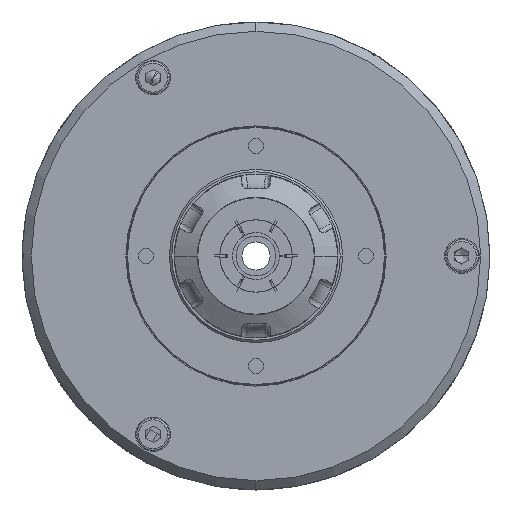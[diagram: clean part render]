
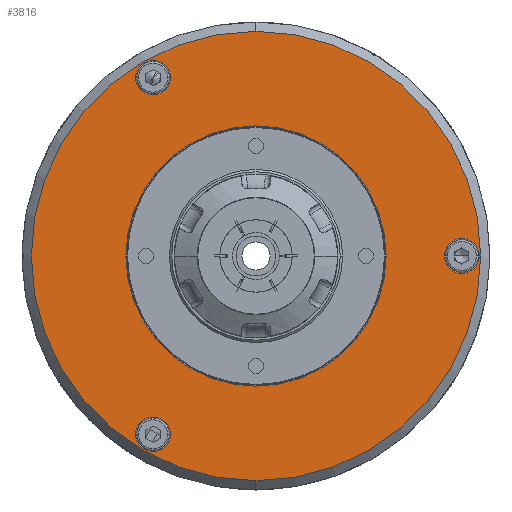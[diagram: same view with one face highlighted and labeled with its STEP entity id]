
A CAD part, left-side view. The second image highlights one B-rep face of the part: STEP entity #3816.
In plain terms, the highlighted planar face has unit normal (-1, 0, 0).
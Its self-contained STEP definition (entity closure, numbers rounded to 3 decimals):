
#432 = AXIS2_PLACEMENT_3D ( 'NONE', #2876, #25024, #532 ) ;
#532 = DIRECTION ( 'NONE',  ( 0., 0., 1. ) ) ;
#1661 = VERTEX_POINT ( 'NONE', #13646 ) ;
#1678 = CARTESIAN_POINT ( 'NONE',  ( -239., -44., 3.7 ) ) ;
#1912 = AXIS2_PLACEMENT_3D ( 'NONE', #17700, #17912, #17412 ) ;
#2082 = CARTESIAN_POINT ( 'NONE',  ( -239., 0., 48. ) ) ;
#2274 = DIRECTION ( 'NONE',  ( 0., 0., 1. ) ) ;
#2396 = DIRECTION ( 'NONE',  ( -1., 0., 0. ) ) ;
#2652 = EDGE_CURVE ( 'NONE', #12441, #21777, #5149, .T. ) ;
#2876 = CARTESIAN_POINT ( 'NONE',  ( -239., 0., 0. ) ) ;
#3033 = CARTESIAN_POINT ( 'NONE',  ( -239., 0., 0. ) ) ;
#3095 = VERTEX_POINT ( 'NONE', #26185 ) ;
#3544 = CARTESIAN_POINT ( 'NONE',  ( -239., -44., -3.7 ) ) ;
#3816 = ADVANCED_FACE ( 'NONE', ( #26379, #26003, #26248, #25979, #25954 ), #14042, .F. ) ;
#5065 = EDGE_CURVE ( 'NONE', #24759, #3095, #19389, .T. ) ;
#5149 = CIRCLE ( 'NONE', #1912, 3.7 ) ;
#5824 = DIRECTION ( 'NONE',  ( 0., 0., 1. ) ) ;
#5917 = DIRECTION ( 'NONE',  ( -1., 0., 0. ) ) ;
#6008 = CARTESIAN_POINT ( 'NONE',  ( -239., 0., 0. ) ) ;
#6042 = AXIS2_PLACEMENT_3D ( 'NONE', #9312, #9292, #9264 ) ;
#6555 = AXIS2_PLACEMENT_3D ( 'NONE', #14654, #13675, #13673 ) ;
#6693 = CIRCLE ( 'NONE', #9923, 48. ) ;
#6702 = CIRCLE ( 'NONE', #17027, 3.7 ) ;
#8729 = CARTESIAN_POINT ( 'NONE',  ( -239., 22., 41.805 ) ) ;
#9224 = CIRCLE ( 'NONE', #16637, 3.7 ) ;
#9264 = DIRECTION ( 'NONE',  ( 0., 0., 1. ) ) ;
#9292 = DIRECTION ( 'NONE',  ( -1., 0., 0. ) ) ;
#9312 = CARTESIAN_POINT ( 'NONE',  ( -239., 0., 0. ) ) ;
#9342 = EDGE_LOOP ( 'NONE', ( #12127, #12299 ) ) ;
#9798 = EDGE_LOOP ( 'NONE', ( #12491, #12770 ) ) ;
#9812 = EDGE_LOOP ( 'NONE', ( #11822, #11844 ) ) ;
#9923 = AXIS2_PLACEMENT_3D ( 'NONE', #6008, #5917, #5824 ) ;
#10519 = AXIS2_PLACEMENT_3D ( 'NONE', #3033, #2396, #2274 ) ;
#10544 = VERTEX_POINT ( 'NONE', #12515 ) ;
#11323 = ORIENTED_EDGE ( 'NONE', *, *, #12870, .F. ) ;
#11350 = ORIENTED_EDGE ( 'NONE', *, *, #16975, .F. ) ;
#11420 = CIRCLE ( 'NONE', #26790, 3.7 ) ;
#11551 = ORIENTED_EDGE ( 'NONE', *, *, #20727, .F. ) ;
#11606 = ORIENTED_EDGE ( 'NONE', *, *, #17491, .F. ) ;
#11705 = EDGE_LOOP ( 'NONE', ( #11551, #11606 ) ) ;
#11822 = ORIENTED_EDGE ( 'NONE', *, *, #25416, .F. ) ;
#11844 = ORIENTED_EDGE ( 'NONE', *, *, #23671, .F. ) ;
#12127 = ORIENTED_EDGE ( 'NONE', *, *, #13995, .F. ) ;
#12299 = ORIENTED_EDGE ( 'NONE', *, *, #2652, .F. ) ;
#12441 = VERTEX_POINT ( 'NONE', #17653 ) ;
#12491 = ORIENTED_EDGE ( 'NONE', *, *, #18600, .T. ) ;
#12515 = CARTESIAN_POINT ( 'NONE',  ( -239., 22., 34.405 ) ) ;
#12770 = ORIENTED_EDGE ( 'NONE', *, *, #5065, .T. ) ;
#12870 = EDGE_CURVE ( 'NONE', #1661, #25706, #15301, .T. ) ;
#13646 = CARTESIAN_POINT ( 'NONE',  ( -239., 0., 27.8 ) ) ;
#13673 = DIRECTION ( 'NONE',  ( 0., 0., -1. ) ) ;
#13675 = DIRECTION ( 'NONE',  ( 1., 0., 0. ) ) ;
#13995 = EDGE_CURVE ( 'NONE', #21777, #12441, #11420, .T. ) ;
#14042 = PLANE ( 'NONE',  #6555 ) ;
#14083 = DIRECTION ( 'NONE',  ( -1., 0., 0. ) ) ;
#14654 = CARTESIAN_POINT ( 'NONE',  ( -239., 27.8, 0. ) ) ;
#14662 = EDGE_LOOP ( 'NONE', ( #11323, #11350 ) ) ;
#14793 = DIRECTION ( 'NONE',  ( 0., 0., 1. ) ) ;
#15301 = CIRCLE ( 'NONE', #6042, 27.8 ) ;
#16590 = CIRCLE ( 'NONE', #21761, 3.7 ) ;
#16637 = AXIS2_PLACEMENT_3D ( 'NONE', #18745, #18777, #18708 ) ;
#16975 = EDGE_CURVE ( 'NONE', #25706, #1661, #22312, .T. ) ;
#17027 = AXIS2_PLACEMENT_3D ( 'NONE', #25030, #25002, #24995 ) ;
#17412 = DIRECTION ( 'NONE',  ( 0., 0., 1. ) ) ;
#17491 = EDGE_CURVE ( 'NONE', #17725, #17513, #16590, .T. ) ;
#17513 = VERTEX_POINT ( 'NONE', #1678 ) ;
#17653 = CARTESIAN_POINT ( 'NONE',  ( -239., 22., -41.805 ) ) ;
#17700 = CARTESIAN_POINT ( 'NONE',  ( -239., 22., -38.105 ) ) ;
#17725 = VERTEX_POINT ( 'NONE', #3544 ) ;
#17814 = CARTESIAN_POINT ( 'NONE',  ( -239., 0., -27.8 ) ) ;
#17912 = DIRECTION ( 'NONE',  ( -1., 0., 0. ) ) ;
#17965 = DIRECTION ( 'NONE',  ( -1., 0., 0. ) ) ;
#18587 = VERTEX_POINT ( 'NONE', #8729 ) ;
#18600 = EDGE_CURVE ( 'NONE', #3095, #24759, #6693, .T. ) ;
#18708 = DIRECTION ( 'NONE',  ( 0., 0., 1. ) ) ;
#18745 = CARTESIAN_POINT ( 'NONE',  ( -239., -44., 0. ) ) ;
#18777 = DIRECTION ( 'NONE',  ( -1., 0., 0. ) ) ;
#19389 = CIRCLE ( 'NONE', #10519, 48. ) ;
#19485 = CARTESIAN_POINT ( 'NONE',  ( -239., 22., -34.405 ) ) ;
#20727 = EDGE_CURVE ( 'NONE', #17513, #17725, #9224, .T. ) ;
#21278 = DIRECTION ( 'NONE',  ( 0., 0., 1. ) ) ;
#21299 = AXIS2_PLACEMENT_3D ( 'NONE', #24952, #24931, #24922 ) ;
#21761 = AXIS2_PLACEMENT_3D ( 'NONE', #26606, #14083, #21278 ) ;
#21777 = VERTEX_POINT ( 'NONE', #19485 ) ;
#22312 = CIRCLE ( 'NONE', #432, 27.8 ) ;
#22393 = CIRCLE ( 'NONE', #21299, 3.7 ) ;
#23334 = CARTESIAN_POINT ( 'NONE',  ( -239., 22., -38.105 ) ) ;
#23671 = EDGE_CURVE ( 'NONE', #10544, #18587, #6702, .T. ) ;
#24759 = VERTEX_POINT ( 'NONE', #2082 ) ;
#24922 = DIRECTION ( 'NONE',  ( 0., 0., 1. ) ) ;
#24931 = DIRECTION ( 'NONE',  ( -1., 0., 0. ) ) ;
#24952 = CARTESIAN_POINT ( 'NONE',  ( -239., 22., 38.105 ) ) ;
#24995 = DIRECTION ( 'NONE',  ( 0., 0., 1. ) ) ;
#25002 = DIRECTION ( 'NONE',  ( -1., 0., 0. ) ) ;
#25024 = DIRECTION ( 'NONE',  ( -1., 0., 0. ) ) ;
#25030 = CARTESIAN_POINT ( 'NONE',  ( -239., 22., 38.105 ) ) ;
#25416 = EDGE_CURVE ( 'NONE', #18587, #10544, #22393, .T. ) ;
#25706 = VERTEX_POINT ( 'NONE', #17814 ) ;
#25954 = FACE_OUTER_BOUND ( 'NONE', #9798, .T. ) ;
#25979 = FACE_BOUND ( 'NONE', #9342, .T. ) ;
#26003 = FACE_BOUND ( 'NONE', #11705, .T. ) ;
#26185 = CARTESIAN_POINT ( 'NONE',  ( -239., 0., -48. ) ) ;
#26248 = FACE_BOUND ( 'NONE', #9812, .T. ) ;
#26379 = FACE_BOUND ( 'NONE', #14662, .T. ) ;
#26606 = CARTESIAN_POINT ( 'NONE',  ( -239., -44., 0. ) ) ;
#26790 = AXIS2_PLACEMENT_3D ( 'NONE', #23334, #17965, #14793 ) ;
